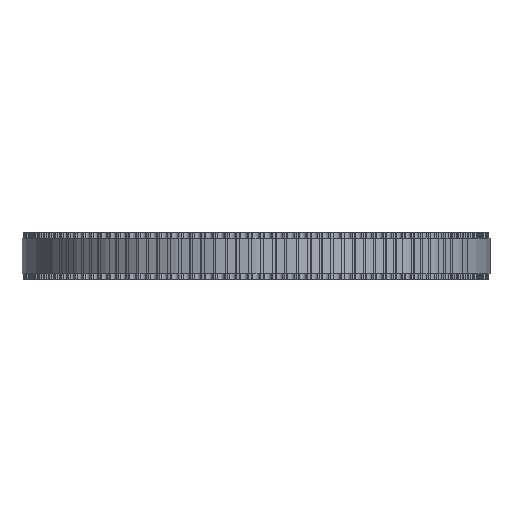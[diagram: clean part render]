
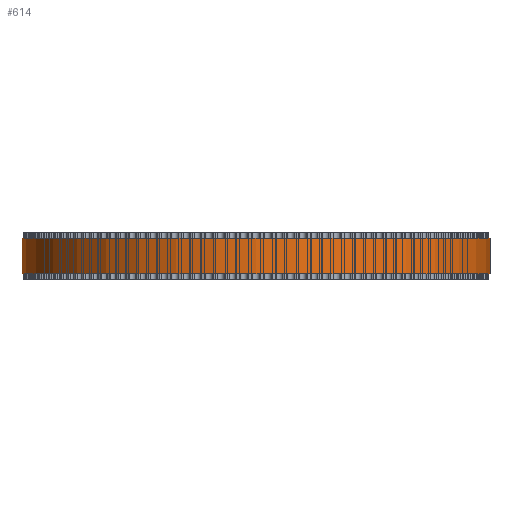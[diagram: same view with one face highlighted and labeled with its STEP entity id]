
A CAD part, front view. The second image highlights one B-rep face of the part: STEP entity #614.
In plain terms, the highlighted cylindrical face has radius 39.152 mm (diameter 78.304 mm), a full revolution.
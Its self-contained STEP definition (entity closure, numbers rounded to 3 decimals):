
#97=FACE_BOUND('',#2096,.T.);
#98=FACE_BOUND('',#2097,.T.);
#614=ADVANCED_FACE('',(#97,#98),#1107,.T.);
#1107=CYLINDRICAL_SURFACE('',#10967,39.152);
#2096=EDGE_LOOP('',(#6034));
#2097=EDGE_LOOP('',(#6035));
#6034=ORIENTED_EDGE('',*,*,#8498,.T.);
#6035=ORIENTED_EDGE('',*,*,#8499,.T.);
#7020=VERTEX_POINT('',#17380);
#7021=VERTEX_POINT('',#17382);
#8498=EDGE_CURVE('',#7020,#7020,#9484,.T.);
#8499=EDGE_CURVE('',#7021,#7021,#9485,.T.);
#9484=CIRCLE('',#10965,39.152);
#9485=CIRCLE('',#10966,39.152);
#10965=AXIS2_PLACEMENT_3D('',#17379,#14418,#14419);
#10966=AXIS2_PLACEMENT_3D('',#17381,#14420,#14421);
#10967=AXIS2_PLACEMENT_3D('',#17383,#14422,#14423);
#14418=DIRECTION('',(0.,0.,1.));
#14419=DIRECTION('',(1.,0.,0.));
#14420=DIRECTION('',(0.,0.,-1.));
#14421=DIRECTION('',(1.,0.,0.));
#14422=DIRECTION('',(0.,0.,1.));
#14423=DIRECTION('',(1.,0.,0.));
#17379=CARTESIAN_POINT('',(0.,0.,1.));
#17380=CARTESIAN_POINT('',(39.152,0.,1.));
#17381=CARTESIAN_POINT('',(0.,0.,7.));
#17382=CARTESIAN_POINT('',(39.152,0.,7.));
#17383=CARTESIAN_POINT('',(0.,0.,1.));
